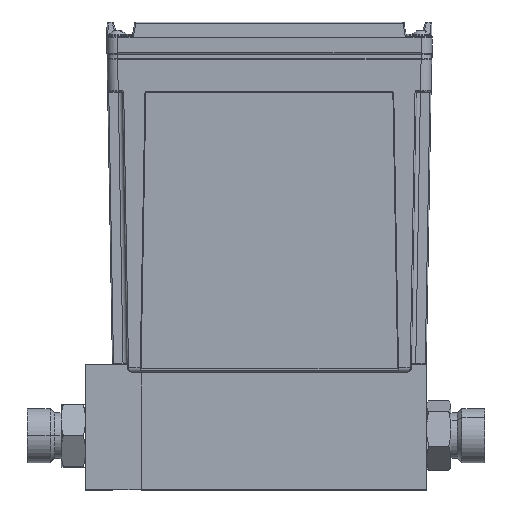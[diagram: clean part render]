
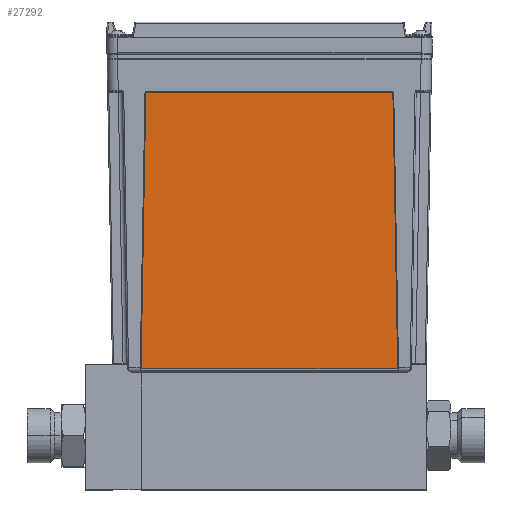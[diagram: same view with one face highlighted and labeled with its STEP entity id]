
A CAD part, top view. The second image highlights one B-rep face of the part: STEP entity #27292.
In plain terms, the highlighted planar face has unit normal (0, -0.018, 1).
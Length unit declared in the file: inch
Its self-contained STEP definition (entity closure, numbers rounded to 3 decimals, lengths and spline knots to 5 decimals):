
#274 = ORIENTED_EDGE ( 'NONE', *, *, #20058, .T. ) ;
#1531 = ORIENTED_EDGE ( 'NONE', *, *, #25634, .T. ) ;
#2140 = ORIENTED_EDGE ( 'NONE', *, *, #6366, .T. ) ;
#2175 = CARTESIAN_POINT ( 'NONE',  ( -2.67685, 4.63895, 1.02987 ) ) ;
#2367 = EDGE_CURVE ( 'NONE', #26950, #20397, #4474, .T. ) ;
#2477 = DIRECTION ( 'NONE',  ( 1., 0., 0. ) ) ;
#2822 = ORIENTED_EDGE ( 'NONE', *, *, #43721, .T. ) ;
#3044 = VECTOR ( 'NONE', #11164, 39.37008 ) ;
#3119 = EDGE_LOOP ( 'NONE', ( #1531, #44185, #12830, #33038, #2822, #274, #2140, #40182 ) ) ;
#4038 = CARTESIAN_POINT ( 'NONE',  ( 0.77015, 0.82953, 0.96338 ) ) ;
#4474 = CIRCLE ( 'NONE', #28806, 0.02 ) ;
#5158 = CARTESIAN_POINT ( 'NONE',  ( 0.70385, 4.63895, 1.02987 ) ) ;
#5617 = VERTEX_POINT ( 'NONE', #2175 ) ;
#6103 = CARTESIAN_POINT ( 'NONE',  ( 0.77015, 0.80953, 0.96303 ) ) ;
#6336 = CARTESIAN_POINT ( 'NONE',  ( -2.74315, 0.80953, 0.96303 ) ) ;
#6366 = EDGE_CURVE ( 'NONE', #17237, #29161, #17878, .T. ) ;
#6632 = CARTESIAN_POINT ( 'NONE',  ( -0.9865, 4.63895, 1.02987 ) ) ;
#7452 = DIRECTION ( 'NONE',  ( 1., 0., 0. ) ) ;
#9902 = DIRECTION ( 'NONE',  ( 0., -0.017, 1. ) ) ;
#10059 = DIRECTION ( 'NONE',  ( 1., 0., 0. ) ) ;
#10914 = VECTOR ( 'NONE', #18013, 39.37008 ) ;
#11164 = DIRECTION ( 'NONE',  ( 1., 0., 0. ) ) ;
#12830 = ORIENTED_EDGE ( 'NONE', *, *, #39462, .T. ) ;
#13053 = CIRCLE ( 'NONE', #29119, 0.02 ) ;
#13098 = CIRCLE ( 'NONE', #24727, 0.02 ) ;
#13385 = PLANE ( 'NONE',  #15711 ) ;
#13889 = CARTESIAN_POINT ( 'NONE',  ( 0.7905, 0.80953, 0.96303 ) ) ;
#14528 = DIRECTION ( 'NONE',  ( -0.017, -1., -0.017 ) ) ;
#14619 = CARTESIAN_POINT ( 'NONE',  ( -2.7635, 0.80953, 0.96303 ) ) ;
#14652 = VERTEX_POINT ( 'NONE', #16262 ) ;
#15313 = EDGE_CURVE ( 'NONE', #29161, #24747, #13053, .T. ) ;
#15711 = AXIS2_PLACEMENT_3D ( 'NONE', #6632, #30459, #10059 ) ;
#16262 = CARTESIAN_POINT ( 'NONE',  ( 0.79014, 0.82988, 0.96339 ) ) ;
#17237 = VERTEX_POINT ( 'NONE', #17731 ) ;
#17731 = CARTESIAN_POINT ( 'NONE',  ( -2.69684, 4.6193, 1.02953 ) ) ;
#17878 = LINE ( 'NONE', #41729, #43947 ) ;
#18013 = DIRECTION ( 'NONE',  ( -0.017, 1., 0.017 ) ) ;
#19889 = CIRCLE ( 'NONE', #23631, 0.02 ) ;
#20058 = EDGE_CURVE ( 'NONE', #5617, #17237, #13098, .T. ) ;
#20194 = DIRECTION ( 'NONE',  ( 0., -0.017, 1. ) ) ;
#20356 = FACE_OUTER_BOUND ( 'NONE', #3119, .T. ) ;
#20397 = VERTEX_POINT ( 'NONE', #5158 ) ;
#22903 = DIRECTION ( 'NONE',  ( 0., -0.017, 1. ) ) ;
#23631 = AXIS2_PLACEMENT_3D ( 'NONE', #4038, #27857, #7452 ) ;
#23974 = CARTESIAN_POINT ( 'NONE',  ( 0.72384, 4.6193, 1.02953 ) ) ;
#24727 = AXIS2_PLACEMENT_3D ( 'NONE', #40603, #20194, #43999 ) ;
#24747 = VERTEX_POINT ( 'NONE', #6336 ) ;
#25634 = EDGE_CURVE ( 'NONE', #24747, #43453, #39314, .T. ) ;
#26656 = EDGE_CURVE ( 'NONE', #43453, #14652, #19889, .T. ) ;
#26950 = VERTEX_POINT ( 'NONE', #23974 ) ;
#27292 = ADVANCED_FACE ( 'NONE', ( #20356 ), #13385, .T. ) ;
#27857 = DIRECTION ( 'NONE',  ( 0., -0.017, 1. ) ) ;
#28806 = AXIS2_PLACEMENT_3D ( 'NONE', #43265, #22903, #2477 ) ;
#29012 = LINE ( 'NONE', #13889, #10914 ) ;
#29119 = AXIS2_PLACEMENT_3D ( 'NONE', #30295, #9902, #33703 ) ;
#29161 = VERTEX_POINT ( 'NONE', #38726 ) ;
#30295 = CARTESIAN_POINT ( 'NONE',  ( -2.74315, 0.82953, 0.96338 ) ) ;
#30459 = DIRECTION ( 'NONE',  ( 0., -0.017, 1. ) ) ;
#32031 = LINE ( 'NONE', #41826, #40030 ) ;
#33038 = ORIENTED_EDGE ( 'NONE', *, *, #2367, .T. ) ;
#33703 = DIRECTION ( 'NONE',  ( 1., 0., 0. ) ) ;
#35100 = DIRECTION ( 'NONE',  ( -1., 0., 0. ) ) ;
#38726 = CARTESIAN_POINT ( 'NONE',  ( -2.76314, 0.82988, 0.96339 ) ) ;
#39314 = LINE ( 'NONE', #14619, #3044 ) ;
#39462 = EDGE_CURVE ( 'NONE', #14652, #26950, #29012, .T. ) ;
#40030 = VECTOR ( 'NONE', #35100, 39.37008 ) ;
#40182 = ORIENTED_EDGE ( 'NONE', *, *, #15313, .T. ) ;
#40603 = CARTESIAN_POINT ( 'NONE',  ( -2.67685, 4.61895, 1.02953 ) ) ;
#41729 = CARTESIAN_POINT ( 'NONE',  ( -2.6965, 4.63895, 1.02987 ) ) ;
#41826 = CARTESIAN_POINT ( 'NONE',  ( 0.7235, 4.63895, 1.02987 ) ) ;
#43265 = CARTESIAN_POINT ( 'NONE',  ( 0.70385, 4.61895, 1.02953 ) ) ;
#43453 = VERTEX_POINT ( 'NONE', #6103 ) ;
#43721 = EDGE_CURVE ( 'NONE', #20397, #5617, #32031, .T. ) ;
#43947 = VECTOR ( 'NONE', #14528, 39.37008 ) ;
#43999 = DIRECTION ( 'NONE',  ( 1., 0., 0. ) ) ;
#44185 = ORIENTED_EDGE ( 'NONE', *, *, #26656, .T. ) ;
